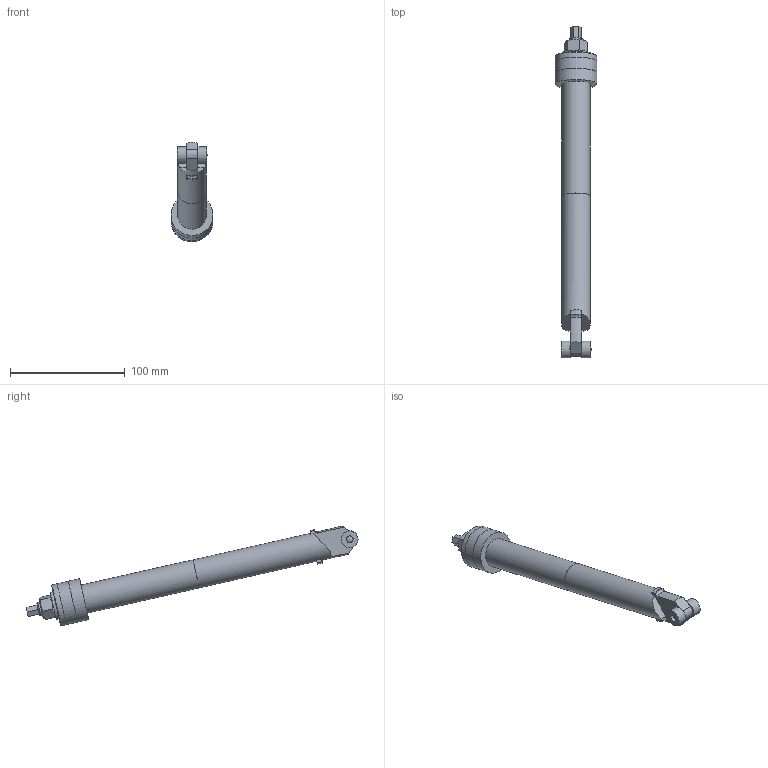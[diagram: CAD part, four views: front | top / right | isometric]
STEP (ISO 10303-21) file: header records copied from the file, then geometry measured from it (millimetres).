
FILE_DESCRIPTION((''),'2;1');
FILE_NAME('Plunger.stp','2012-10-01T20:49:21',('s070255'),(''),'Autodesk Inventor 2012','Autodesk Inventor 2012','');
FILE_SCHEMA(('AUTOMOTIVE_DESIGN { 1 0 10303 214 1 1 1 1 }'));
Length unit declared in the file: millimetre
Products named in the file (10): Plunger; plunjer endstop; plunger-shaft steel; plunger unit; Plunger plug; ISO 8734 A 6 x 24 - A; Plunger threaded rod; DIN 125-1 A A 13; Pushblock; ISO 4032 M12
Assembly tree (11 placements, depth 2):
  Plunger
    plunjer endstop
    plunger-shaft steel
    plunger unit
    Plunger plug  x2
    ISO 8734 A 6 x 24 - A
    Plunger threaded rod
    DIN 125-1 A A 13
    Pushblock  x2
    ISO 4032 M12
Bounding box: 36.5 x 289.08 x 86.64 mm (x, y, z)
Volume: 139097 mm3; surface area: 49886 mm2
Topology: 11 solids, 11 shells, 95 faces, 191 edges, 125 vertices
Faces by surface type: plane 51, cylinder 29, cone 11, torus 2, sphere 2
Full cylindrical faces by diameter (mm): 6 x4, 10.106 x2, 12 x2, 12.2 x1, 13 x1, 14.5 x2, 18 x4, 24 x1, 25 x5, 36.5 x3
Entity records: 2465 total; most frequent: CARTESIAN_POINT 420, DIRECTION 410, ORIENTED_EDGE 282, AXIS2_PLACEMENT_3D 177, EDGE_CURVE 141, EDGE_LOOP 140, VERTEX_POINT 111, FACE_OUTER_BOUND 87
